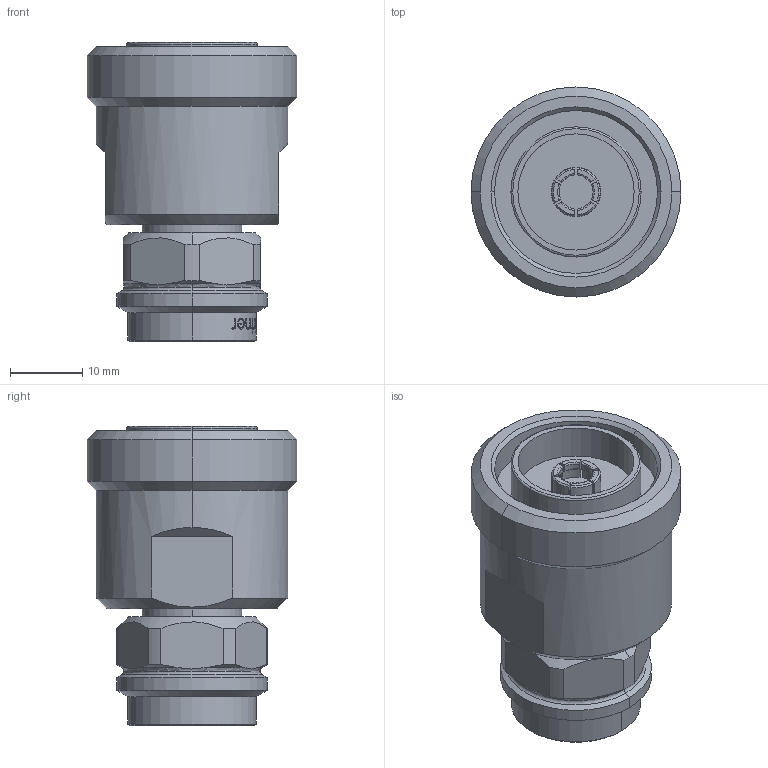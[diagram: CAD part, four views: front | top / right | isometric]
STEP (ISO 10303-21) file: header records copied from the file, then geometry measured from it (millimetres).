
FILE_DESCRIPTION (( 'STEP AP214' ), '1' );
FILE_NAME ('J01122C0011.STEP', '2018-11-19T07:58:17', ( '' ), ( '' ), 'SwSTEP 2.0', 'SolidWorks 2017', '' );
FILE_SCHEMA (( 'AUTOMOTIVE_DESIGN' ));
Length unit declared in the file: millimetre
Products named in the file (1): J01122C0011
Bounding box: 29 x 29 x 41.3 mm (x, y, z)
Volume: 16231.6 mm3; surface area: 5822.4 mm2
Topology: 1 solids, 1 shells, 311 faces, 794 edges, 518 vertices
Faces by surface type: plane 96, bspline 83, cylinder 72, cone 43, torus 15, sphere 2
Entity records: 20801 total; most frequent: CARTESIAN_POINT 10601, ORIENTED_EDGE 1588, DIRECTION 1121, EDGE_CURVE 794, VERTEX_POINT 518, AXIS2_PLACEMENT_3D 443, EDGE_LOOP 344, B_SPLINE_CURVE_WITH_KNOTS 327
